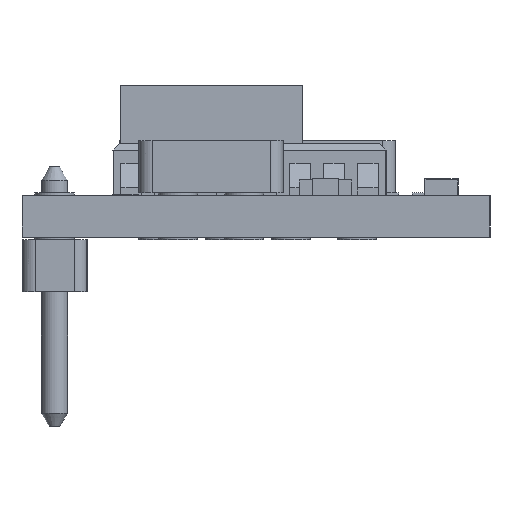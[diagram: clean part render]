
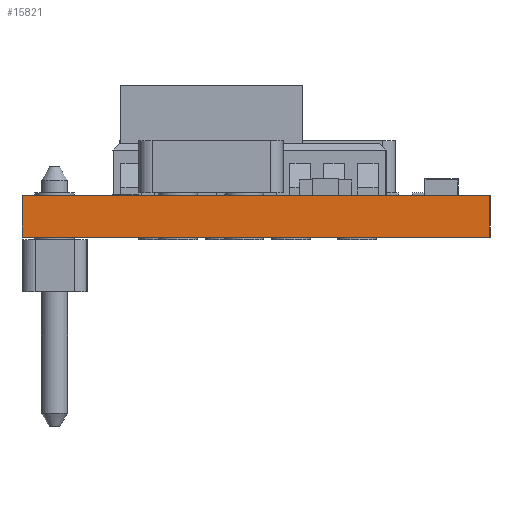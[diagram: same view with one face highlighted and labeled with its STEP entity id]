
A CAD part, left-side view. The second image highlights one B-rep face of the part: STEP entity #15821.
In plain terms, the highlighted planar face has unit normal (-1, 0, 0).
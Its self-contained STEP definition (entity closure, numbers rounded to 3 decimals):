
#1224=FACE_OUTER_BOUND('',#2166,.T.);
#2166=EDGE_LOOP('',(#11063,#11064,#11065,#11066));
#3072=LINE('',#22254,#4691);
#3659=LINE('',#24949,#5278);
#3660=LINE('',#24952,#5279);
#3661=LINE('',#24953,#5280);
#4691=VECTOR('',#17791,18.);
#5278=VECTOR('',#18796,1.6);
#5279=VECTOR('',#18799,18.);
#5280=VECTOR('',#18800,1.6);
#6340=VERTEX_POINT('',#22251);
#6341=VERTEX_POINT('',#22253);
#7026=VERTEX_POINT('',#24947);
#7027=VERTEX_POINT('',#24951);
#7890=EDGE_CURVE('',#6340,#6341,#3072,.T.);
#8678=EDGE_CURVE('',#6340,#7026,#3659,.T.);
#8679=EDGE_CURVE('',#7026,#7027,#3660,.T.);
#8680=EDGE_CURVE('',#6341,#7027,#3661,.T.);
#11063=ORIENTED_EDGE('',*,*,#8679,.T.);
#11064=ORIENTED_EDGE('',*,*,#8680,.F.);
#11065=ORIENTED_EDGE('',*,*,#7890,.F.);
#11066=ORIENTED_EDGE('',*,*,#8678,.T.);
#14745=PLANE('',#16810);
#15821=ADVANCED_FACE('',(#1224),#14745,.F.);
#16810=AXIS2_PLACEMENT_3D('',#24950,#18797,#18798);
#17791=DIRECTION('',(0.,-1.,0.));
#18796=DIRECTION('',(0.,0.,-1.));
#18797=DIRECTION('center_axis',(1.,0.,0.));
#18798=DIRECTION('ref_axis',(0.,0.,-1.));
#18799=DIRECTION('',(0.,-1.,0.));
#18800=DIRECTION('',(0.,0.,-1.));
#22251=CARTESIAN_POINT('',(-20.75,9.,1.6));
#22253=CARTESIAN_POINT('',(-20.75,-9.,1.6));
#22254=CARTESIAN_POINT('',(-20.75,9.,1.6));
#24947=CARTESIAN_POINT('',(-20.75,9.,0.));
#24949=CARTESIAN_POINT('',(-20.75,9.,1.6));
#24950=CARTESIAN_POINT('Origin',(-20.75,9.,1.6));
#24951=CARTESIAN_POINT('',(-20.75,-9.,0.));
#24952=CARTESIAN_POINT('',(-20.75,9.,0.));
#24953=CARTESIAN_POINT('',(-20.75,-9.,1.6));
